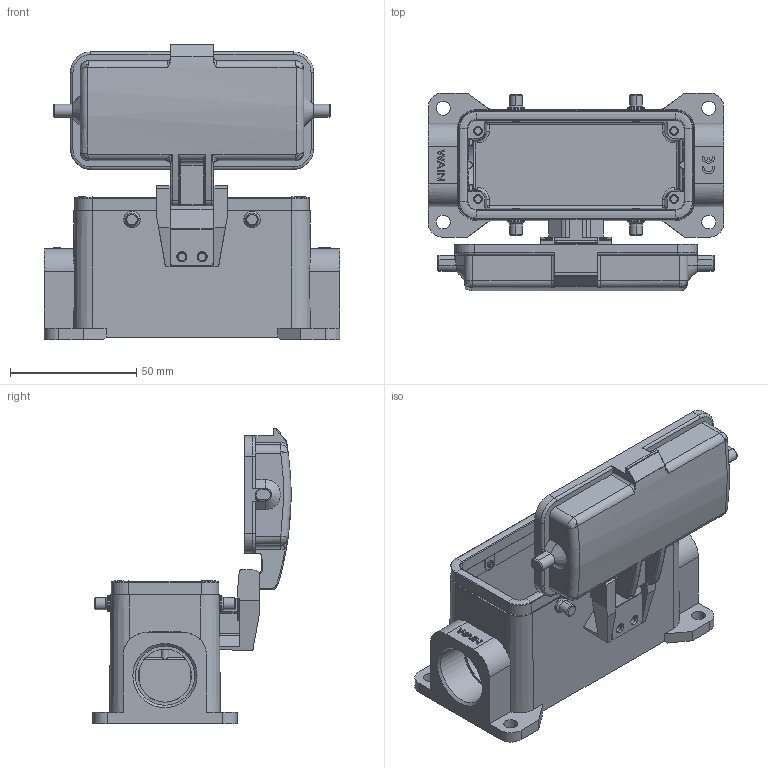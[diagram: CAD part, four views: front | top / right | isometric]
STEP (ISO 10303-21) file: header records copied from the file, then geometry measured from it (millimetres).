
FILE_DESCRIPTION(/* description */ (''),/* implementation_level */ '2;1');
FILE_NAME(/* name */ 'H16B-SF-4B-CV-M25 3SP.stp',/* time_stamp */ '2023-09-07T13:22:25+08:00',/* author */ (''),/* organization */ (''),/* preprocessor_version */ 'ST-DEVELOPER v18.1',/* originating_system */ 'SIEMENS PLM Software NX 1980',/* authorisation */ '');
FILE_SCHEMA (('AUTOMOTIVE_DESIGN { 1 0 10303 214 3 1 1 1 }'));
Length unit declared in the file: millimetre
Products named in the file (1): 138446A48C6Cldhu
Bounding box: 117 x 78.39 x 116.82 mm (x, y, z)
Volume: 119301.1 mm3; surface area: 70238.9 mm2
Topology: 11 solids, 11 shells, 936 faces, 2392 edges, 1495 vertices
Faces by surface type: plane 366, cylinder 353, torus 82, cone 60, bspline 56, sphere 19
Full cylindrical faces by diameter (mm): 3 x7, 4 x2, 21 x1, 23.4 x1, 26.5 x1
Entity records: 33488 total; most frequent: CARTESIAN_POINT 11446, ORIENTED_EDGE 4708, DIRECTION 4375, EDGE_CURVE 2354, AXIS2_PLACEMENT_3D 1583, VERTEX_POINT 1484, LINE 1209, VECTOR 1209
